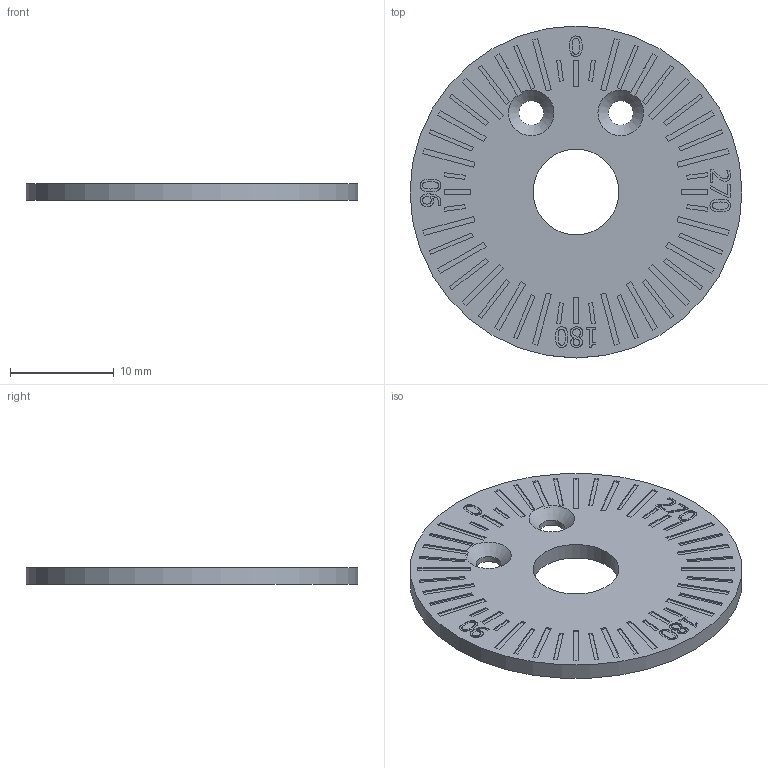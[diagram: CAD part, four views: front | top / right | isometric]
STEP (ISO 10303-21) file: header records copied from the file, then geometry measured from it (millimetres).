
FILE_DESCRIPTION(/* description */ ('NP2 INDICATOR DIAL'),/* implementation_level */ '2;1');
FILE_NAME(/* name */ 'J009971 NP2 INDICATOR DIAL Rev -.stp',/* time_stamp */ '2021-08-01T20:45:24-04:00',/* author */ ('arnoldj'),/* organization */ (''),/* preprocessor_version */ 'ST-DEVELOPER v18',/* originating_system */ 'Autodesk Inventor 2020',/* authorisation */ '');
FILE_SCHEMA (('AUTOMOTIVE_DESIGN { 1 0 10303 214 3 1 1 }'));
Length unit declared in the file: inch
Products named in the file (1): J009971
Bounding box: 32 x 32 x 1.59 mm (x, y, z)
Volume: 1156.3 mm3; surface area: 1762.7 mm2
Topology: 1 solids, 1 shells, 387 faces, 970 edges, 647 vertices
Faces by surface type: plane 247, bspline 98, cylinder 40, cone 2
Full cylindrical faces by diameter (mm): 2.388 x2, 8.255 x1, 32.004 x1
Entity records: 12665 total; most frequent: CARTESIAN_POINT 3577, ORIENTED_EDGE 1940, DIRECTION 1441, EDGE_CURVE 970, LINE 683, VECTOR 683, VERTEX_POINT 647, EDGE_LOOP 455
